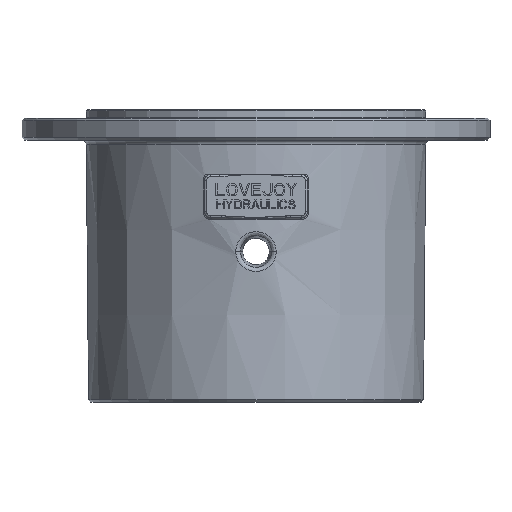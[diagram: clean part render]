
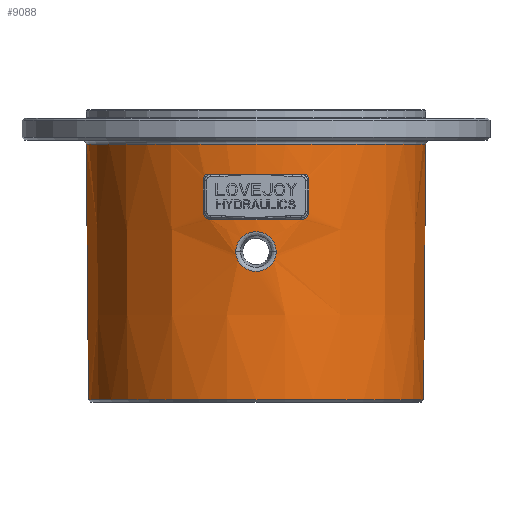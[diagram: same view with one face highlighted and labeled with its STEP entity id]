
A CAD part, left-side view. The second image highlights one B-rep face of the part: STEP entity #9088.
In plain terms, the highlighted conical face has half-angle 0.5 degrees and reference radius 62.312 mm.
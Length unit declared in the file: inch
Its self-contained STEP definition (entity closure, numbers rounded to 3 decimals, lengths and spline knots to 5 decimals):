
#126=CARTESIAN_POINT('',(-2.43825,-0.29356,
-2.12045));
#127=CARTESIAN_POINT('',(-2.43805,-0.29355,
-2.14345));
#128=CARTESIAN_POINT('',(-2.43832,-0.28813,
-2.18823));
#129=CARTESIAN_POINT('',(-2.4406,-0.26334,
-2.25387));
#130=CARTESIAN_POINT('',(-2.44416,-0.22337,
-2.31151));
#131=CARTESIAN_POINT('',(-2.44812,-0.17001,
-2.35862));
#132=CARTESIAN_POINT('',(-2.45149,-0.10641,
-2.39181));
#133=CARTESIAN_POINT('',(-2.45342,-0.03651,
-2.40897));
#134=CARTESIAN_POINT('',(-2.45343,0.03555,
-2.40911));
#135=CARTESIAN_POINT('',(-2.45152,0.10585,
-2.39205));
#136=CARTESIAN_POINT('',(-2.44815,0.16965,
-2.35888));
#137=CARTESIAN_POINT('',(-2.44417,0.22323,
-2.3117));
#138=CARTESIAN_POINT('',(-2.4406,0.26334,
-2.25389));
#139=CARTESIAN_POINT('',(-2.43832,0.28812,
-2.18827));
#140=CARTESIAN_POINT('',(-2.43805,0.29355,
-2.14346));
#141=CARTESIAN_POINT('',(-2.43825,0.29356,
-2.12045));
#143=CARTESIAN_POINT('',(-2.43825,0.29356,
-2.12045));
#144=CARTESIAN_POINT('',(-2.43845,0.29356,
-2.09742));
#145=CARTESIAN_POINT('',(-2.43951,0.28815,
-2.05259));
#146=CARTESIAN_POINT('',(-2.44294,0.26333,
-1.98685));
#147=CARTESIAN_POINT('',(-2.44752,0.22328,
-1.92914));
#148=CARTESIAN_POINT('',(-2.4523,0.16986,
-1.88203));
#149=CARTESIAN_POINT('',(-2.45624,0.10627,
-1.84888));
#150=CARTESIAN_POINT('',(-2.45845,0.03641,
-1.83177));
#151=CARTESIAN_POINT('',(-2.45847,-0.03549,
-1.83164));
#152=CARTESIAN_POINT('',(-2.45627,-0.10573,
-1.84866));
#153=CARTESIAN_POINT('',(-2.45233,-0.16952,
-1.88178));
#154=CARTESIAN_POINT('',(-2.44753,-0.22315,
-1.92897));
#155=CARTESIAN_POINT('',(-2.44294,-0.26334,
-1.98684));
#156=CARTESIAN_POINT('',(-2.43951,-0.28815,
-2.05258));
#157=CARTESIAN_POINT('',(-2.43845,-0.29356,
-2.09742));
#158=CARTESIAN_POINT('',(-2.43825,-0.29356,
-2.12045));
#160=CARTESIAN_POINT('',(-2.34129,-0.77062,
-1.08974));
#161=CARTESIAN_POINT('',(-2.34137,-0.77062,
-1.08125));
#162=CARTESIAN_POINT('',(-2.3421,-0.76888,
-1.06467));
#163=CARTESIAN_POINT('',(-2.34484,-0.76119,
-1.04057));
#164=CARTESIAN_POINT('',(-2.34913,-0.7485,
-1.0184));
#165=CARTESIAN_POINT('',(-2.3528,-0.73721,
-1.00579));
#166=CARTESIAN_POINT('',(-2.35485,-0.73077,
-1.));
#168=CARTESIAN_POINT('',(-2.35485,0.73078,
-1.));
#169=CARTESIAN_POINT('',(-2.35279,0.73724,
-1.00581));
#170=CARTESIAN_POINT('',(-2.34911,0.74855,
-1.01846));
#171=CARTESIAN_POINT('',(-2.34481,0.76125,
-1.0407));
#172=CARTESIAN_POINT('',(-2.34208,0.76892,
-1.06488));
#173=CARTESIAN_POINT('',(-2.34137,0.77062,
-1.08134));
#174=CARTESIAN_POINT('',(-2.34129,0.77062,
-1.08974));
#176=DIRECTION('',(0.009,0.,-1.));
#177=VECTOR('',#176,0.45002);
#178=CARTESIAN_POINT('',(-2.34129,0.77062,
-1.08974));
#179=LINE('',#178,#177);
#180=CARTESIAN_POINT('',(-2.33716,0.77061,
-1.53974));
#181=CARTESIAN_POINT('',(-2.33706,0.77061,
-1.55018));
#182=CARTESIAN_POINT('',(-2.33774,0.768,
-1.57038));
#183=CARTESIAN_POINT('',(-2.34125,0.75645,
-1.59943));
#184=CARTESIAN_POINT('',(-2.34701,0.73771,
-1.62467));
#185=CARTESIAN_POINT('',(-2.3545,0.71292,
-1.64438));
#186=CARTESIAN_POINT('',(-2.36316,0.68332,
-1.65694));
#187=CARTESIAN_POINT('',(-2.36894,0.66275,
-1.65974));
#188=CARTESIAN_POINT('',(-2.37189,0.65205,
-1.65974));
#190=CARTESIAN_POINT('',(-2.37189,-0.65205,
-1.65974));
#191=CARTESIAN_POINT('',(-2.36891,-0.66287,
-1.65974));
#192=CARTESIAN_POINT('',(-2.36308,-0.68361,
-1.65686));
#193=CARTESIAN_POINT('',(-2.35444,-0.71313,
-1.64426));
#194=CARTESIAN_POINT('',(-2.34695,-0.73792,
-1.62446));
#195=CARTESIAN_POINT('',(-2.34121,-0.75657,
-1.59922));
#196=CARTESIAN_POINT('',(-2.33772,-0.76809,
-1.57003));
#197=CARTESIAN_POINT('',(-2.33707,-0.77061,
-1.55004));
#198=CARTESIAN_POINT('',(-2.33716,-0.77061,
-1.53974));
#200=DIRECTION('',(-0.009,0.,1.));
#201=VECTOR('',#200,0.45002);
#202=CARTESIAN_POINT('',(-2.33716,-0.77061,
-1.53974));
#203=LINE('',#202,#201);
#204=CARTESIAN_POINT('',(0.,0.,-4.27974));
#205=DIRECTION('',(0.,0.,1.));
#206=DIRECTION('',(0.,1.,0.));
#207=AXIS2_PLACEMENT_3D('',#204,#205,#206);
#209=CARTESIAN_POINT('',(0.,0.,-0.55948));
#210=DIRECTION('',(0.,0.,1.));
#211=DIRECTION('',(0.,1.,0.));
#212=AXIS2_PLACEMENT_3D('',#209,#210,#211);
#1494=DIRECTION('',(0.,-0.009,1.));
#1495=VECTOR('',#1494,3.7204);
#1496=CARTESIAN_POINT('',(0.,-2.43701,-4.27974));
#1497=LINE('',#1496,#1495);
#1503=DIRECTION('',(0.,-0.009,-1.));
#1504=VECTOR('',#1503,3.7204);
#1505=CARTESIAN_POINT('',(0.,2.46948,-0.55948));
#1506=LINE('',#1505,#1504);
#2383=CARTESIAN_POINT('',(0.,0.,-1.));
#2384=DIRECTION('',(0.,0.,1.));
#2385=DIRECTION('',(-0.955,0.296,0.));
#2386=AXIS2_PLACEMENT_3D('',#2383,#2384,#2385);
#6979=CARTESIAN_POINT('',(0.,0.,-1.65974));
#6980=DIRECTION('',(0.,0.,-1.));
#6981=DIRECTION('',(-0.964,-0.265,0.));
#6982=AXIS2_PLACEMENT_3D('',#6979,#6980,#6981);
#7128=VERTEX_POINT('',#126);
#7129=VERTEX_POINT('',#141);
#7136=VERTEX_POINT('',#190);
#7137=VERTEX_POINT('',#198);
#7140=CARTESIAN_POINT('',(-2.34129,-0.77062,
-1.08974));
#7141=VERTEX_POINT('',#7140);
#7143=VERTEX_POINT('',#180);
#7144=VERTEX_POINT('',#188);
#7147=CARTESIAN_POINT('',(-2.34129,0.77062,
-1.08974));
#7148=VERTEX_POINT('',#7147);
#8649=CARTESIAN_POINT('',(0.,2.46948,-0.55948));
#8651=VERTEX_POINT('',#8649);
#8653=CARTESIAN_POINT('',(0.,-2.46948,-0.55948));
#8655=VERTEX_POINT('',#8653);
#8716=CARTESIAN_POINT('',(0.,2.43701,-4.27974));
#8717=CARTESIAN_POINT('',(0.,-2.43701,-4.27974));
#8718=VERTEX_POINT('',#8716);
#8719=VERTEX_POINT('',#8717);
#8728=CARTESIAN_POINT('',(-2.35485,0.73078,
-1.));
#8729=CARTESIAN_POINT('',(-2.35485,-0.73077,
-1.));
#8730=VERTEX_POINT('',#8728);
#8731=VERTEX_POINT('',#8729);
#9050=CARTESIAN_POINT('',(0.,0.,-2.41961));
#9051=DIRECTION('',(0.,0.,1.));
#9052=DIRECTION('',(0.,1.,0.));
#9053=AXIS2_PLACEMENT_3D('',#9050,#9051,#9052);
#9054=CONICAL_SURFACE('',#9053,2.45325,0.5);
#9056=ORIENTED_EDGE('',*,*,#9055,.F.);
#9058=ORIENTED_EDGE('',*,*,#9057,.F.);
#9059=ORIENTED_EDGE('',*,*,#9045,.T.);
#9061=ORIENTED_EDGE('',*,*,#9060,.F.);
#9062=EDGE_LOOP('',(#9056,#9058,#9059,#9061));
#9063=FACE_OUTER_BOUND('',#9062,.F.);
#9065=ORIENTED_EDGE('',*,*,#9064,.T.);
#9067=ORIENTED_EDGE('',*,*,#9066,.F.);
#9069=ORIENTED_EDGE('',*,*,#9068,.T.);
#9071=ORIENTED_EDGE('',*,*,#9070,.T.);
#9073=ORIENTED_EDGE('',*,*,#9072,.T.);
#9075=ORIENTED_EDGE('',*,*,#9074,.F.);
#9077=ORIENTED_EDGE('',*,*,#9076,.T.);
#9079=ORIENTED_EDGE('',*,*,#9078,.T.);
#9080=EDGE_LOOP('',(#9065,#9067,#9069,#9071,#9073,#9075,#9077,#9079));
#9081=FACE_BOUND('',#9080,.F.);
#9083=ORIENTED_EDGE('',*,*,#9082,.F.);
#9085=ORIENTED_EDGE('',*,*,#9084,.F.);
#9086=EDGE_LOOP('',(#9083,#9085));
#9087=FACE_BOUND('',#9086,.F.);
#9088=ADVANCED_FACE('',(#9063,#9081,#9087),#9054,.T.);
#142=B_SPLINE_CURVE_WITH_KNOTS('',3,(#126,#127,#128,#129,#130,#131,#132,#133,
#134,#135,#136,#137,#138,#139,#140,#141),.UNSPECIFIED.,.F.,.F.,(4,1,1,1,1,1,1,1,
1,1,1,1,1,4),(0.,0.07692,0.15385,0.23077,
0.30769,0.38462,0.46154,0.53846,
0.61538,0.69231,0.76923,0.84615,
0.92308,1.),.UNSPECIFIED.);
#159=B_SPLINE_CURVE_WITH_KNOTS('',3,(#143,#144,#145,#146,#147,#148,#149,#150,
#151,#152,#153,#154,#155,#156,#157,#158),.UNSPECIFIED.,.F.,.F.,(4,1,1,1,1,1,1,1,
1,1,1,1,1,4),(0.,0.07692,0.15385,0.23077,
0.30769,0.38462,0.46154,0.53846,
0.61538,0.69231,0.76923,0.84615,
0.92308,1.),.UNSPECIFIED.);
#167=B_SPLINE_CURVE_WITH_KNOTS('',3,(#160,#161,#162,#163,#164,#165,#166),
.UNSPECIFIED.,.F.,.F.,(4,1,1,1,4),(0.,0.25,0.5,0.75,1.),
.UNSPECIFIED.);
#175=B_SPLINE_CURVE_WITH_KNOTS('',3,(#168,#169,#170,#171,#172,#173,#174),
.UNSPECIFIED.,.F.,.F.,(4,1,1,1,4),(0.,0.25,0.5,0.75,1.),
.UNSPECIFIED.);
#189=B_SPLINE_CURVE_WITH_KNOTS('',3,(#180,#181,#182,#183,#184,#185,#186,#187,
#188),.UNSPECIFIED.,.F.,.F.,(4,1,1,1,1,1,4),(0.,0.16667,
0.33333,0.5,0.66667,0.83333,1.),
.UNSPECIFIED.);
#199=B_SPLINE_CURVE_WITH_KNOTS('',3,(#190,#191,#192,#193,#194,#195,#196,#197,
#198),.UNSPECIFIED.,.F.,.F.,(4,1,1,1,1,1,4),(0.,0.16667,
0.33333,0.5,0.66667,0.83333,1.),
.UNSPECIFIED.);
#208=CIRCLE('',#207,2.43701);
#213=CIRCLE('',#212,2.46948);
#2387=CIRCLE('',#2386,2.46564);
#6983=CIRCLE('',#6982,2.45988);
#9045=EDGE_CURVE('',#8651,#8655,#213,.T.);
#9055=EDGE_CURVE('',#8718,#8719,#208,.T.);
#9057=EDGE_CURVE('',#8651,#8718,#1506,.T.);
#9060=EDGE_CURVE('',#8719,#8655,#1497,.T.);
#9064=EDGE_CURVE('',#7141,#8731,#167,.T.);
#9066=EDGE_CURVE('',#8730,#8731,#2387,.T.);
#9068=EDGE_CURVE('',#8730,#7148,#175,.T.);
#9070=EDGE_CURVE('',#7148,#7143,#179,.T.);
#9072=EDGE_CURVE('',#7143,#7144,#189,.T.);
#9074=EDGE_CURVE('',#7136,#7144,#6983,.T.);
#9076=EDGE_CURVE('',#7136,#7137,#199,.T.);
#9078=EDGE_CURVE('',#7137,#7141,#203,.T.);
#9082=EDGE_CURVE('',#7128,#7129,#142,.T.);
#9084=EDGE_CURVE('',#7129,#7128,#159,.T.);
